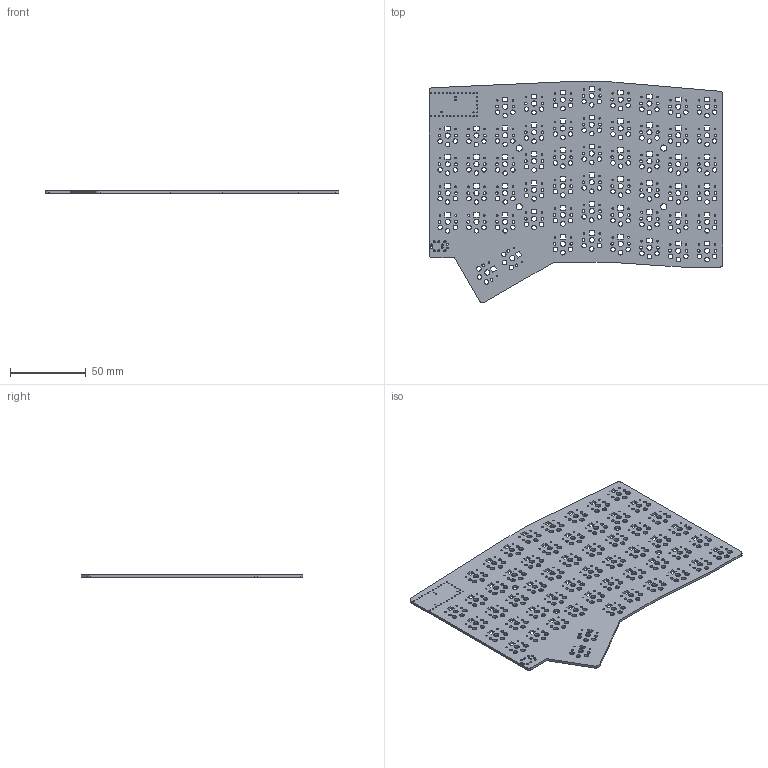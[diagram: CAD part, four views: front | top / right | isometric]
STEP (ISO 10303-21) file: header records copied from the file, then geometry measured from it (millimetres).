
FILE_DESCRIPTION(('KiCad electronic assembly'),'2;1');
FILE_NAME('NomadKeyboard.step','2025-03-10T13:43:47',('Pcbnew'),('Kicad' ),'Open CASCADE STEP processor 7.7','KiCad to STEP converter', 'Unknown');
FILE_SCHEMA(('AUTOMOTIVE_DESIGN { 1 0 10303 214 1 1 1 1 }'));
Length unit declared in the file: millimetre
Products named in the file (2): NomadKeyboard 1; NomadKeyboard_PCB
Assembly tree (1 placements, depth 2):
  NomadKeyboard 1
    NomadKeyboard_PCB
Bounding box: 194 x 146.17 x 1.6 mm (x, y, z)
Volume: 33473.8 mm3; surface area: 49423.3 mm2
Topology: 1 solids, 1 shells, 767 faces, 2295 edges, 1530 vertices
Faces by surface type: cylinder 512, plane 255
Full cylindrical faces by diameter (mm): 0.762 x35, 1 x112, 1.2 x4, 1.8 x112, 3 x168, 3.4 x56, 4.1 x4
Entity records: 28550 total; most frequent: DIRECTION 4857, CARTESIAN_POINT 4594, ORIENTED_EDGE 4590, EDGE_CURVE 2295, FACE_BOUND 1877, EDGE_LOOP 1877, AXIS2_PLACEMENT_3D 1793, VERTEX_POINT 1530
